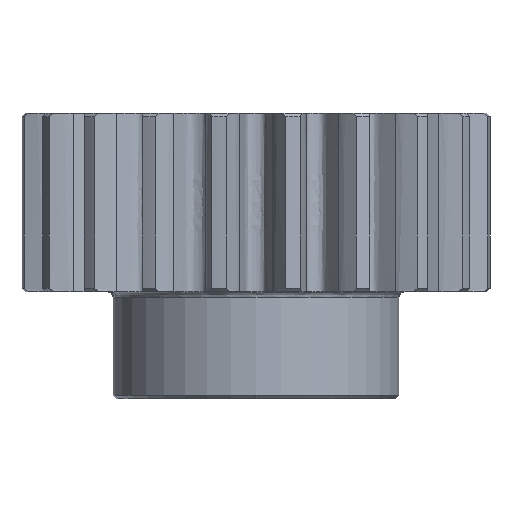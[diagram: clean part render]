
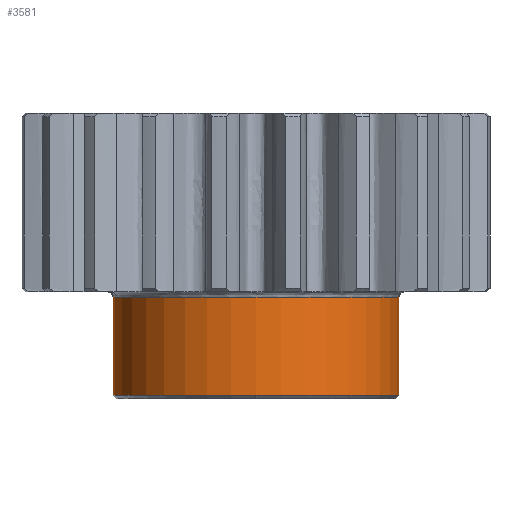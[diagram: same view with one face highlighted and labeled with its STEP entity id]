
A CAD part, front view. The second image highlights one B-rep face of the part: STEP entity #3581.
In plain terms, the highlighted cylindrical face has radius 20 mm (diameter 40 mm), a partial arc.
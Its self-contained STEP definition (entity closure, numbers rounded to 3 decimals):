
#152 = CARTESIAN_POINT ( 'NONE',  ( -20., 0., -13.3 ) ) ;
#201 = CARTESIAN_POINT ( 'NONE',  ( 20., 0., -13.3 ) ) ;
#296 = CARTESIAN_POINT ( 'NONE',  ( 20., 0., -27. ) ) ;
#320 = CARTESIAN_POINT ( 'NONE',  ( 0., -20., -27. ) ) ;
#322 = CARTESIAN_POINT ( 'NONE',  ( -20., 0., -27. ) ) ;
#701 = AXIS2_PLACEMENT_3D ( 'NONE', #1976, #1977, #1978 ) ;
#702 = AXIS2_PLACEMENT_3D ( 'NONE', #1972, #1973, #1974 ) ;
#703 = AXIS2_PLACEMENT_3D ( 'NONE', #1969, #1970, #1971 ) ;
#771 = AXIS2_PLACEMENT_3D ( 'NONE', #6863, #6864, #6872 ) ;
#797 = EDGE_CURVE ( 'NONE', #5101, #4680, #2472, .T. ) ;
#817 = EDGE_CURVE ( 'NONE', #5018, #4919, #2501, .T. ) ;
#889 = EDGE_CURVE ( 'NONE', #5101, #5072, #2523, .T. ) ;
#890 = EDGE_CURVE ( 'NONE', #5072, #5018, #2179, .T. ) ;
#893 = EDGE_CURVE ( 'NONE', #4919, #4680, #2571, .T. ) ;
#1642 = CARTESIAN_POINT ( 'NONE',  ( -20., 0., -27.5 ) ) ;
#1643 = DIRECTION ( 'NONE',  ( 0., 0., 1. ) ) ;
#1644 = CARTESIAN_POINT ( 'NONE',  ( 20., 0., -27.5 ) ) ;
#1745 = DIRECTION ( 'NONE',  ( 0., 0., 1. ) ) ;
#1969 = CARTESIAN_POINT ( 'NONE',  ( 0., 0., -27. ) ) ;
#1970 = DIRECTION ( 'NONE',  ( 0., 0., 1. ) ) ;
#1971 = DIRECTION ( 'NONE',  ( 1., 0., 0. ) ) ;
#1972 = CARTESIAN_POINT ( 'NONE',  ( 0., 0., -27. ) ) ;
#1973 = DIRECTION ( 'NONE',  ( 0., 0., 1. ) ) ;
#1974 = DIRECTION ( 'NONE',  ( 1., 0., 0. ) ) ;
#1976 = CARTESIAN_POINT ( 'NONE',  ( 0., 0., -13.3 ) ) ;
#1977 = DIRECTION ( 'NONE',  ( 0., 0., -1. ) ) ;
#1978 = DIRECTION ( 'NONE',  ( 1., 0., 0. ) ) ;
#2179 = CIRCLE ( 'NONE', #702, 20. ) ;
#2472 = LINE ( 'NONE', #1642, #2504 ) ;
#2501 = LINE ( 'NONE', #1644, #2587 ) ;
#2504 = VECTOR ( 'NONE', #1643, 1000. ) ;
#2523 = CIRCLE ( 'NONE', #703, 20. ) ;
#2571 = CIRCLE ( 'NONE', #701, 20. ) ;
#2587 = VECTOR ( 'NONE', #1745, 1000. ) ;
#3581 = ADVANCED_FACE ( 'NONE', ( #4395 ), #4374, .T. ) ;
#4374 = CYLINDRICAL_SURFACE ( 'NONE', #771, 20. ) ;
#4395 = FACE_OUTER_BOUND ( 'NONE', #4788, .T. ) ;
#4680 = VERTEX_POINT ( 'NONE', #152 ) ;
#4788 = EDGE_LOOP ( 'NONE', ( #5463, #5425, #5417, #5384, #5434 ) ) ;
#4919 = VERTEX_POINT ( 'NONE', #201 ) ;
#5018 = VERTEX_POINT ( 'NONE', #296 ) ;
#5072 = VERTEX_POINT ( 'NONE', #320 ) ;
#5101 = VERTEX_POINT ( 'NONE', #322 ) ;
#5384 = ORIENTED_EDGE ( 'NONE', *, *, #817, .T. ) ;
#5417 = ORIENTED_EDGE ( 'NONE', *, *, #890, .T. ) ;
#5425 = ORIENTED_EDGE ( 'NONE', *, *, #889, .T. ) ;
#5434 = ORIENTED_EDGE ( 'NONE', *, *, #893, .T. ) ;
#5463 = ORIENTED_EDGE ( 'NONE', *, *, #797, .F. ) ;
#6863 = CARTESIAN_POINT ( 'NONE',  ( 0., 0., -27.5 ) ) ;
#6864 = DIRECTION ( 'NONE',  ( 0., 0., 1. ) ) ;
#6872 = DIRECTION ( 'NONE',  ( 1., 0., 0. ) ) ;
